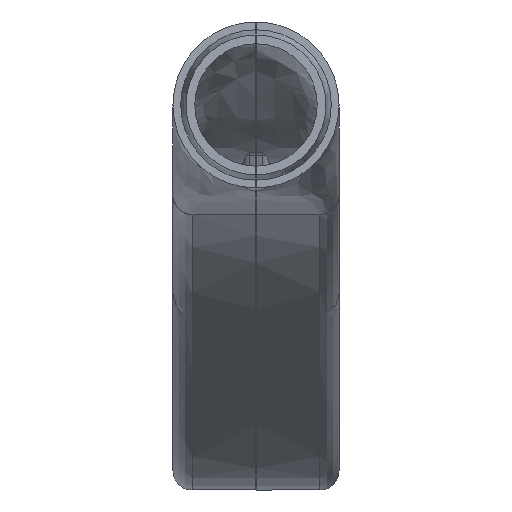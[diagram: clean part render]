
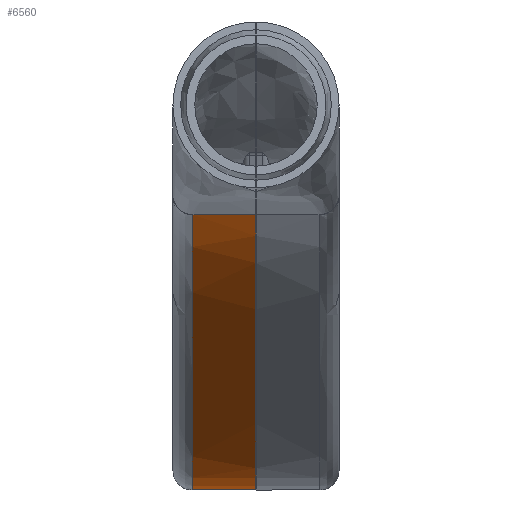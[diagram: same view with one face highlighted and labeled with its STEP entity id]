
A CAD part, left-side view. The second image highlights one B-rep face of the part: STEP entity #6560.
In plain terms, the highlighted free-form (B-spline) face has degree [3, 1] with [8, 2] control points.
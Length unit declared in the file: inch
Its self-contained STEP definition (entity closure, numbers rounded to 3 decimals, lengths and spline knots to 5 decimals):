
#784 = CARTESIAN_POINT ( 'NONE',  ( -2.88136, 0., 1.48335 ) ) ;
#854 = CARTESIAN_POINT ( 'NONE',  ( -3.16535, 0.28839, 1.57067 ) ) ;
#905 = VERTEX_POINT ( 'NONE', #7725 ) ;
#916 = CARTESIAN_POINT ( 'NONE',  ( -1.16328, 0.28839, 0.38785 ) ) ;
#1206 = CARTESIAN_POINT ( 'NONE',  ( -0.92694, 0.28839, 0.3279 ) ) ;
#1758 = CARTESIAN_POINT ( 'NONE',  ( -3.11238, 0.28839, 1.55658 ) ) ;
#1830 = CARTESIAN_POINT ( 'NONE',  ( -2.65286, 0.28839, 1.38333 ) ) ;
#1838 = CARTESIAN_POINT ( 'NONE',  ( -1.98047, 0.28839, 0.95842 ) ) ;
#1891 = CARTESIAN_POINT ( 'NONE',  ( -1.44664, 0.28839, 0.5503 ) ) ;
#1900 = CARTESIAN_POINT ( 'NONE',  ( -3.08128, 0., 1.5483 ) ) ;
#2263 = VECTOR ( 'NONE', #11574, 39.37008 ) ;
#2293 = B_SPLINE_CURVE_WITH_KNOTS ( 'NONE', 3,
 ( #8190, #13777, #4825, #9193, #13561, #3763, #10338, #3972 ),
 .UNSPECIFIED., .F., .F.,
 ( 4, 1, 1, 1, 1, 4 ),
 ( 0., 0.11829, 0.39092, 0.5644, 0.66708, 0.73772 ),
 .UNSPECIFIED. ) ;
#2386 = CARTESIAN_POINT ( 'NONE',  ( -3.16535, 0., 1.57067 ) ) ;
#2968 = CARTESIAN_POINT ( 'NONE',  ( -1.843, 0.28839, 0.83904 ) ) ;
#3039 = CARTESIAN_POINT ( 'NONE',  ( -2.90445, 0.28839, 1.48748 ) ) ;
#3112 = CARTESIAN_POINT ( 'NONE',  ( -1.00857, 0.28839, 0.34006 ) ) ;
#3483 = CARTESIAN_POINT ( 'NONE',  ( -3.16535, 0., 1.57067 ) ) ;
#3763 = CARTESIAN_POINT ( 'NONE',  ( -2.88136, 0., 1.48335 ) ) ;
#3904 = ORIENTED_EDGE ( 'NONE', *, *, #6740, .T. ) ;
#3972 = CARTESIAN_POINT ( 'NONE',  ( -3.16535, 0., 1.57067 ) ) ;
#3987 = CARTESIAN_POINT ( 'NONE',  ( -1.0735, 0., 0.33913 ) ) ;
#3990 = EDGE_CURVE ( 'NONE', #12741, #8590, #10198, .T. ) ;
#4047 = CARTESIAN_POINT ( 'NONE',  ( -2.19111, 0.28839, 1.10157 ) ) ;
#4192 = CARTESIAN_POINT ( 'NONE',  ( -1.23652, 0.28839, 0.42299 ) ) ;
#4236 = ORIENTED_EDGE ( 'NONE', *, *, #9744, .T. ) ;
#4260 = CARTESIAN_POINT ( 'NONE',  ( -0.89943, 0.28839, 0.32579 ) ) ;
#4268 = CARTESIAN_POINT ( 'NONE',  ( -0.89943, 0.28839, 0.32579 ) ) ;
#4736 = EDGE_CURVE ( 'NONE', #8679, #7951, #7614, .T. ) ;
#4825 = CARTESIAN_POINT ( 'NONE',  ( -1.43849, 0., 0.51173 ) ) ;
#5112 = CARTESIAN_POINT ( 'NONE',  ( -3.08128, 0.28839, 1.5483 ) ) ;
#5172 = CARTESIAN_POINT ( 'NONE',  ( -1.18795, 0.28839, 0.39888 ) ) ;
#5248 = CARTESIAN_POINT ( 'NONE',  ( -1.11301, 0.28839, 0.36839 ) ) ;
#5318 = CARTESIAN_POINT ( 'NONE',  ( -2.37059, 0.28839, 1.22354 ) ) ;
#5924 = CARTESIAN_POINT ( 'NONE',  ( -2.50825, 0., 1.32391 ) ) ;
#6189 = CARTESIAN_POINT ( 'NONE',  ( -1.98047, 0., 0.95842 ) ) ;
#6204 = CARTESIAN_POINT ( 'NONE',  ( -3.16535, 0.28839, 1.57067 ) ) ;
#6251 = CARTESIAN_POINT ( 'NONE',  ( -1.33137, 0.28839, 0.47731 ) ) ;
#6321 = CARTESIAN_POINT ( 'NONE',  ( -1.40108, 0.28839, 0.52034 ) ) ;
#6473 = CARTESIAN_POINT ( 'NONE',  ( -3.16535, 0.28445, 1.57067 ) ) ;
#6560 = ADVANCED_FACE ( 'NONE', ( #11626 ), #10644, .F. ) ;
#6740 = EDGE_CURVE ( 'NONE', #905, #8679, #2293, .T. ) ;
#6828 = VECTOR ( 'NONE', #11977, 39.37008 ) ;
#6987 = CARTESIAN_POINT ( 'NONE',  ( -1.0735, 0.28839, 0.33913 ) ) ;
#7071 = DIRECTION ( 'NONE',  ( 0., -1., 0. ) ) ;
#7137 = LINE ( 'NONE', #11296, #13005 ) ;
#7313 = CARTESIAN_POINT ( 'NONE',  ( -1.66911, 0.28839, 0.70755 ) ) ;
#7614 = LINE ( 'NONE', #6473, #6828 ) ;
#7725 = CARTESIAN_POINT ( 'NONE',  ( -0.89943, 0., 0.32579 ) ) ;
#7843 = EDGE_CURVE ( 'NONE', #12741, #7951, #11789, .T. ) ;
#7951 = VERTEX_POINT ( 'NONE', #9484 ) ;
#8084 = EDGE_LOOP ( 'NONE', ( #10087, #13111, #4236, #3904, #10902 ) ) ;
#8190 = CARTESIAN_POINT ( 'NONE',  ( -0.89943, 0., 0.32579 ) ) ;
#8337 = CARTESIAN_POINT ( 'NONE',  ( -2.95605, 0.28839, 1.50616 ) ) ;
#8414 = CARTESIAN_POINT ( 'NONE',  ( -1.43849, 0., 0.51173 ) ) ;
#8477 = CARTESIAN_POINT ( 'NONE',  ( -3.05997, 0.28839, 1.54073 ) ) ;
#8546 = CARTESIAN_POINT ( 'NONE',  ( -0.95444, 0.28839, 0.33111 ) ) ;
#8590 = VERTEX_POINT ( 'NONE', #11820 ) ;
#8624 = CARTESIAN_POINT ( 'NONE',  ( -0.89943, 0., 0.32579 ) ) ;
#8679 = VERTEX_POINT ( 'NONE', #2386 ) ;
#9193 = CARTESIAN_POINT ( 'NONE',  ( -1.98047, 0., 0.95842 ) ) ;
#9369 = CARTESIAN_POINT ( 'NONE',  ( -3.16535, 0.375, 1.57067 ) ) ;
#9484 = CARTESIAN_POINT ( 'NONE',  ( -3.16535, 0.28445, 1.57067 ) ) ;
#9624 = CARTESIAN_POINT ( 'NONE',  ( -1.08739, 0.28839, 0.35995 ) ) ;
#9691 = CARTESIAN_POINT ( 'NONE',  ( -2.10335, 0.28839, 1.03696 ) ) ;
#9744 = EDGE_CURVE ( 'NONE', #8590, #905, #7137, .T. ) ;
#10087 = ORIENTED_EDGE ( 'NONE', *, *, #7843, .F. ) ;
#10198 = B_SPLINE_CURVE_WITH_KNOTS ( 'NONE', 3,
 ( #10473, #1758, #8477, #8337, #3039, #11614, #1830, #13845, #5318, #4047, #9691, #11762, #2968, #7313, #11689, #1891, #6321, #6251, #10615, #10683, #4192, #5172, #916, #5248, #9624, #13994, #3112, #8546, #1206, #4260 ),
 .UNSPECIFIED., .F., .F.,
 ( 4, 2, 2, 2, 2, 2, 2, 2, 2, 2, 2, 2, 2, 2, 4 ),
 ( 0., 0.00417, 0.00834, 0.01669, 0.02503, 0.03338, 0.04172, 0.05007, 0.05424, 0.05633, 0.05841, 0.0605, 0.06258, 0.06467, 0.06676 ),
 .UNSPECIFIED. ) ;
#10293 = CARTESIAN_POINT ( 'NONE',  ( -1.43849, 0.28839, 0.51173 ) ) ;
#10338 = CARTESIAN_POINT ( 'NONE',  ( -3.08128, 0., 1.5483 ) ) ;
#10473 = CARTESIAN_POINT ( 'NONE',  ( -3.16535, 0.28839, 1.57067 ) ) ;
#10615 = CARTESIAN_POINT ( 'NONE',  ( -1.30788, 0.28839, 0.46326 ) ) ;
#10644 = B_SPLINE_SURFACE_WITH_KNOTS ( 'NONE', 3, 1, ( 
 ( #4268, #8624 ),
 ( #6987, #3987 ),
 ( #10293, #8414 ),
 ( #1838, #6189 ),
 ( #11699, #5924 ),
 ( #13792, #784 ),
 ( #5112, #1900 ),
 ( #854, #3483 ) ),
 .UNSPECIFIED., .F., .F., .F.,
 ( 4, 1, 1, 1, 1, 4 ),
 ( 2, 2 ),
 ( 0., 0.11829, 0.39092, 0.5644, 0.66708, 0.73772 ),
 ( 0., 1. ),
 .UNSPECIFIED. ) ;
#10683 = CARTESIAN_POINT ( 'NONE',  ( -1.26044, 0.28839, 0.43605 ) ) ;
#10902 = ORIENTED_EDGE ( 'NONE', *, *, #4736, .T. ) ;
#11296 = CARTESIAN_POINT ( 'NONE',  ( -0.89943, 0.375, 0.32579 ) ) ;
#11574 = DIRECTION ( 'NONE',  ( 0., -1., 0. ) ) ;
#11614 = CARTESIAN_POINT ( 'NONE',  ( -2.75179, 0.28839, 1.42801 ) ) ;
#11626 = FACE_OUTER_BOUND ( 'NONE', #8084, .T. ) ;
#11689 = CARTESIAN_POINT ( 'NONE',  ( -1.58154, 0.28839, 0.64268 ) ) ;
#11699 = CARTESIAN_POINT ( 'NONE',  ( -2.50825, 0.28839, 1.32391 ) ) ;
#11762 = CARTESIAN_POINT ( 'NONE',  ( -1.92928, 0.28839, 0.90571 ) ) ;
#11789 = LINE ( 'NONE', #9369, #2263 ) ;
#11820 = CARTESIAN_POINT ( 'NONE',  ( -0.89943, 0.28839, 0.32579 ) ) ;
#11977 = DIRECTION ( 'NONE',  ( 0., 1., 0. ) ) ;
#12741 = VERTEX_POINT ( 'NONE', #6204 ) ;
#13005 = VECTOR ( 'NONE', #7071, 39.37008 ) ;
#13111 = ORIENTED_EDGE ( 'NONE', *, *, #3990, .T. ) ;
#13561 = CARTESIAN_POINT ( 'NONE',  ( -2.50825, 0., 1.32391 ) ) ;
#13777 = CARTESIAN_POINT ( 'NONE',  ( -1.0735, 0., 0.33913 ) ) ;
#13792 = CARTESIAN_POINT ( 'NONE',  ( -2.88136, 0.28839, 1.48335 ) ) ;
#13845 = CARTESIAN_POINT ( 'NONE',  ( -2.46236, 0.28839, 1.28091 ) ) ;
#13994 = CARTESIAN_POINT ( 'NONE',  ( -1.03517, 0.28839, 0.34579 ) ) ;
